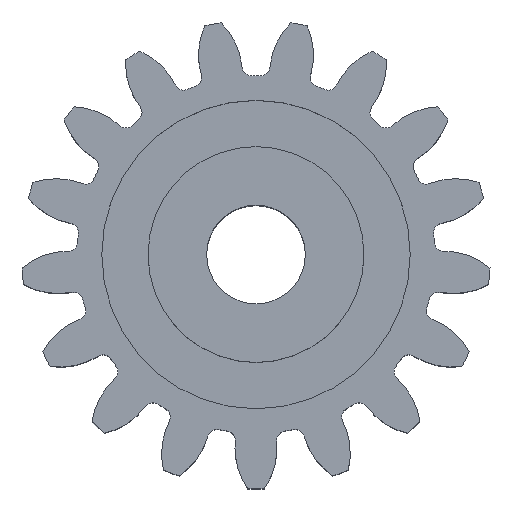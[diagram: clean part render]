
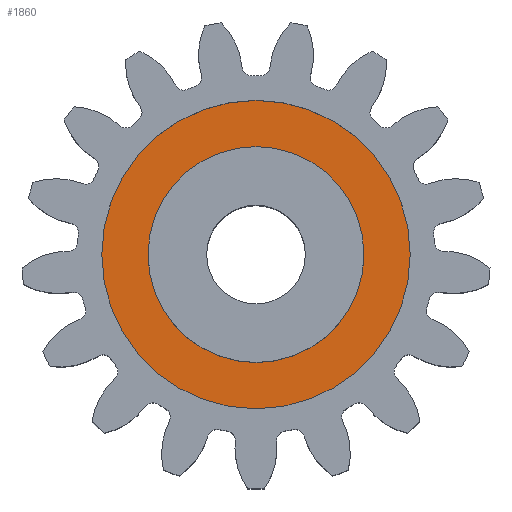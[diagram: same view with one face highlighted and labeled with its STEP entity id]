
A CAD part, top view. The second image highlights one B-rep face of the part: STEP entity #1860.
In plain terms, the highlighted planar face has unit normal (0, 0, 1).
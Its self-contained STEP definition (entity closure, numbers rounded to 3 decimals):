
#993 = EDGE_CURVE ( 'NONE', #1429, #1421, #3378, .T. ) ;
#994 = EDGE_LOOP ( 'NONE', ( #1871, #1887 ) ) ;
#995 = EDGE_CURVE ( 'NONE', #1437, #1438, #3189, .T. ) ;
#1000 = EDGE_LOOP ( 'NONE', ( #1820, #1814 ) ) ;
#1328 = EDGE_CURVE ( 'NONE', #1421, #1429, #3721, .T. ) ;
#1421 = VERTEX_POINT ( 'NONE', #4312 ) ;
#1423 = EDGE_CURVE ( 'NONE', #1438, #1437, #4328, .T. ) ;
#1429 = VERTEX_POINT ( 'NONE', #4365 ) ;
#1437 = VERTEX_POINT ( 'NONE', #4355 ) ;
#1438 = VERTEX_POINT ( 'NONE', #4349 ) ;
#1814 = ORIENTED_EDGE ( 'NONE', *, *, #995, .T. ) ;
#1820 = ORIENTED_EDGE ( 'NONE', *, *, #1423, .T. ) ;
#1860 = ADVANCED_FACE ( 'NONE', ( #4078, #4077 ), #4081, .F. ) ;
#1871 = ORIENTED_EDGE ( 'NONE', *, *, #993, .F. ) ;
#1887 = ORIENTED_EDGE ( 'NONE', *, *, #1328, .F. ) ;
#3185 = DIRECTION ( 'NONE',  ( -1., 0., 0. ) ) ;
#3186 = DIRECTION ( 'NONE',  ( 0., 0., -1. ) ) ;
#3187 = CARTESIAN_POINT ( 'NONE',  ( 0., 0., 10.5 ) ) ;
#3188 = AXIS2_PLACEMENT_3D ( 'NONE', #3187, #3186, #3185 ) ;
#3189 = CIRCLE ( 'NONE', #3188, 8.75 ) ;
#3190 = DIRECTION ( 'NONE',  ( -1., 0., 0. ) ) ;
#3191 = DIRECTION ( 'NONE',  ( 0., 0., -1. ) ) ;
#3376 = CARTESIAN_POINT ( 'NONE',  ( 0., 0., 10.5 ) ) ;
#3377 = AXIS2_PLACEMENT_3D ( 'NONE', #3376, #3191, #3190 ) ;
#3378 = CIRCLE ( 'NONE', #3377, 12.5 ) ;
#3721 = CIRCLE ( 'NONE', #3755, 12.5 ) ;
#3740 = CARTESIAN_POINT ( 'NONE',  ( 0., 0., 10.5 ) ) ;
#3744 = DIRECTION ( 'NONE',  ( 0., 0., -1. ) ) ;
#3755 = AXIS2_PLACEMENT_3D ( 'NONE', #3740, #3744, #3781 ) ;
#3781 = DIRECTION ( 'NONE',  ( -1., 0., 0. ) ) ;
#4029 = CARTESIAN_POINT ( 'NONE',  ( 0., 0., 10.5 ) ) ;
#4067 = DIRECTION ( 'NONE',  ( -1., 0., 0. ) ) ;
#4068 = DIRECTION ( 'NONE',  ( 0., 0., -1. ) ) ;
#4073 = AXIS2_PLACEMENT_3D ( 'NONE', #4029, #4068, #4067 ) ;
#4077 = FACE_OUTER_BOUND ( 'NONE', #994, .T. ) ;
#4078 = FACE_BOUND ( 'NONE', #1000, .T. ) ;
#4081 = PLANE ( 'NONE',  #4073 ) ;
#4305 = AXIS2_PLACEMENT_3D ( 'NONE', #4369, #4368, #4367 ) ;
#4312 = CARTESIAN_POINT ( 'NONE',  ( 12.5, 0., 10.5 ) ) ;
#4328 = CIRCLE ( 'NONE', #4305, 8.75 ) ;
#4349 = CARTESIAN_POINT ( 'NONE',  ( -8.75, 0., 10.5 ) ) ;
#4355 = CARTESIAN_POINT ( 'NONE',  ( 8.75, 0., 10.5 ) ) ;
#4365 = CARTESIAN_POINT ( 'NONE',  ( -12.5, 0., 10.5 ) ) ;
#4367 = DIRECTION ( 'NONE',  ( -1., 0., 0. ) ) ;
#4368 = DIRECTION ( 'NONE',  ( 0., 0., -1. ) ) ;
#4369 = CARTESIAN_POINT ( 'NONE',  ( 0., 0., 10.5 ) ) ;
